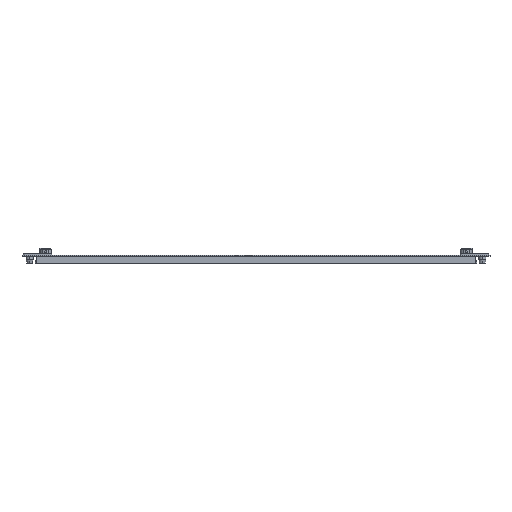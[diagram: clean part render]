
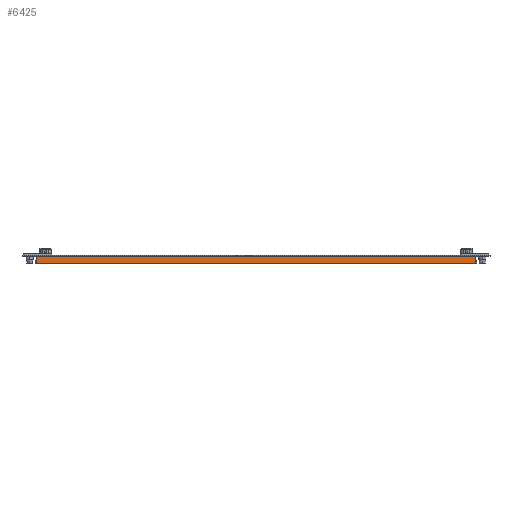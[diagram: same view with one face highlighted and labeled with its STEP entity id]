
A CAD part, front view. The second image highlights one B-rep face of the part: STEP entity #6425.
In plain terms, the highlighted face is planar.
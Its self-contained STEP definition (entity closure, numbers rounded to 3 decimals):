
#4656=DIRECTION('',(-1.,0.,0.));
#4657=VECTOR('',#4656,17.);
#4658=CARTESIAN_POINT('',(425.,175.,0.));
#4659=LINE('',#4658,#4657);
#4677=DIRECTION('',(-1.,0.,0.));
#4678=VECTOR('',#4677,17.);
#4679=CARTESIAN_POINT('',(-108.,175.,0.));
#4680=LINE('',#4679,#4678);
#4966=DIRECTION('',(1.,0.,0.));
#4967=VECTOR('',#4966,550.);
#4968=CARTESIAN_POINT('',(-125.,175.,1.));
#4969=LINE('',#4968,#4967);
#5307=DIRECTION('',(1.,0.,0.));
#5308=VECTOR('',#5307,516.);
#5309=CARTESIAN_POINT('',(-108.,175.,-9.));
#5310=LINE('',#5309,#5308);
#5314=DIRECTION('',(0.,0.,-1.));
#5315=VECTOR('',#5314,1.);
#5316=CARTESIAN_POINT('',(-125.,175.,1.));
#5317=LINE('',#5316,#5315);
#5321=DIRECTION('',(0.,0.,-1.));
#5322=VECTOR('',#5321,9.);
#5323=CARTESIAN_POINT('',(-108.,175.,0.));
#5324=LINE('',#5323,#5322);
#5342=DIRECTION('',(0.,0.,-1.));
#5343=VECTOR('',#5342,9.);
#5344=CARTESIAN_POINT('',(408.,175.,0.));
#5345=LINE('',#5344,#5343);
#5377=DIRECTION('',(0.,0.,-1.));
#5378=VECTOR('',#5377,1.);
#5379=CARTESIAN_POINT('',(425.,175.,1.));
#5380=LINE('',#5379,#5378);
#5742=CARTESIAN_POINT('',(425.,175.,0.));
#5744=VERTEX_POINT('',#5742);
#5745=CARTESIAN_POINT('',(408.,175.,0.));
#5746=VERTEX_POINT('',#5745);
#5751=CARTESIAN_POINT('',(-108.,175.,0.));
#5752=VERTEX_POINT('',#5751);
#5753=CARTESIAN_POINT('',(-125.,175.,0.));
#5754=VERTEX_POINT('',#5753);
#5821=CARTESIAN_POINT('',(-125.,175.,1.));
#5822=CARTESIAN_POINT('',(425.,175.,1.));
#5823=VERTEX_POINT('',#5821);
#5824=VERTEX_POINT('',#5822);
#5869=CARTESIAN_POINT('',(-108.,175.,-9.));
#5870=CARTESIAN_POINT('',(408.,175.,-9.));
#5871=VERTEX_POINT('',#5869);
#5872=VERTEX_POINT('',#5870);
#6405=CARTESIAN_POINT('',(125.,175.,0.));
#6406=DIRECTION('',(0.,1.,0.));
#6407=DIRECTION('',(-1.,0.,0.));
#6408=AXIS2_PLACEMENT_3D('',#6405,#6406,#6407);
#6409=PLANE('',#6408);
#6411=ORIENTED_EDGE('',*,*,#6410,.T.);
#6413=ORIENTED_EDGE('',*,*,#6412,.F.);
#6414=ORIENTED_EDGE('',*,*,#5956,.F.);
#6416=ORIENTED_EDGE('',*,*,#6415,.F.);
#6417=ORIENTED_EDGE('',*,*,#6101,.F.);
#6419=ORIENTED_EDGE('',*,*,#6418,.T.);
#6420=ORIENTED_EDGE('',*,*,#5964,.F.);
#6422=ORIENTED_EDGE('',*,*,#6421,.T.);
#6423=EDGE_LOOP('',(#6411,#6413,#6414,#6416,#6417,#6419,#6420,#6422));
#6424=FACE_OUTER_BOUND('',#6423,.F.);
#5956=EDGE_CURVE('',#5744,#5746,#4659,.T.);
#5964=EDGE_CURVE('',#5752,#5754,#4680,.T.);
#6101=EDGE_CURVE('',#5823,#5824,#4969,.T.);
#6410=EDGE_CURVE('',#5871,#5872,#5310,.T.);
#6412=EDGE_CURVE('',#5746,#5872,#5345,.T.);
#6415=EDGE_CURVE('',#5824,#5744,#5380,.T.);
#6418=EDGE_CURVE('',#5823,#5754,#5317,.T.);
#6421=EDGE_CURVE('',#5752,#5871,#5324,.T.);
#6425=ADVANCED_FACE('',(#6424),#6409,.T.);
